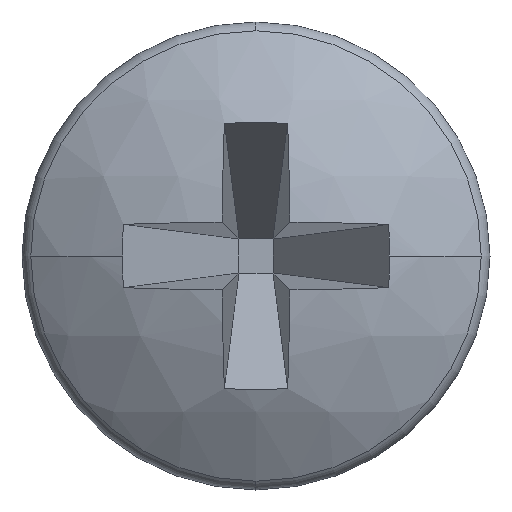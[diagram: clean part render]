
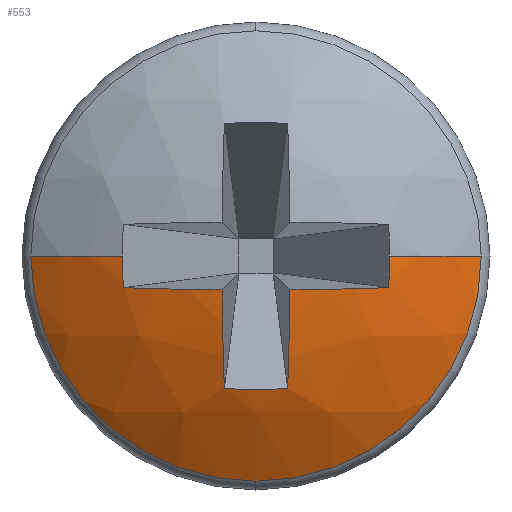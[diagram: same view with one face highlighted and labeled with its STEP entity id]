
A CAD part, left-side view. The second image highlights one B-rep face of the part: STEP entity #553.
In plain terms, the highlighted spherical face has radius 4.552 mm.
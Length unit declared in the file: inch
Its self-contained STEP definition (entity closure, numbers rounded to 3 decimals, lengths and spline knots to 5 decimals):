
#7 = VERTEX_POINT ( 'NONE', #239 ) ;
#11 = DIRECTION ( 'NONE',  ( -1., 0., 0. ) ) ;
#13 = CIRCLE ( 'NONE', #504, 0.17005 ) ;
#18 = EDGE_CURVE ( 'NONE', #559, #115, #13, .T. ) ;
#29 = DIRECTION ( 'NONE',  ( 0.779, 0.626, 0. ) ) ;
#39 = CIRCLE ( 'NONE', #70, 0.10538 ) ;
#46 = CIRCLE ( 'NONE', #338, 0.17005 ) ;
#49 = CIRCLE ( 'NONE', #523, 0.17919 ) ;
#59 = DIRECTION ( 'NONE',  ( 1., 0., 0. ) ) ;
#65 = EDGE_CURVE ( 'NONE', #318, #115, #49, .T. ) ;
#70 = AXIS2_PLACEMENT_3D ( 'NONE', #117, #11, #542 ) ;
#71 = VERTEX_POINT ( 'NONE', #197 ) ;
#83 = CIRCLE ( 'NONE', #442, 0.10538 ) ;
#84 = CARTESIAN_POINT ( 'NONE',  ( 0.01174, -0.06206, -0.01481 ) ) ;
#89 = CARTESIAN_POINT ( 'NONE',  ( 0.14378, 0.04407, 0. ) ) ;
#95 = DIRECTION ( 'NONE',  ( -0.101, 0., 0.995 ) ) ;
#97 = DIRECTION ( 'NONE',  ( 0.995, 0., 0.101 ) ) ;
#106 = EDGE_CURVE ( 'NONE', #372, #258, #317, .T. ) ;
#108 = CARTESIAN_POINT ( 'NONE',  ( 0.1792, 0., 0. ) ) ;
#115 = VERTEX_POINT ( 'NONE', #84 ) ;
#117 = CARTESIAN_POINT ( 'NONE',  ( 0.03426, 0., 0. ) ) ;
#124 = FACE_OUTER_BOUND ( 'NONE', #364, .T. ) ;
#126 = DIRECTION ( 'NONE',  ( -0.779, 0.626, 0. ) ) ;
#133 = CARTESIAN_POINT ( 'NONE',  ( 0.17898, -0.00213, 0. ) ) ;
#142 = ORIENTED_EDGE ( 'NONE', *, *, #617, .F. ) ;
#146 = DIRECTION ( 'NONE',  ( -0.101, 0.995, 0. ) ) ;
#164 = CARTESIAN_POINT ( 'NONE',  ( 0.1792, 0., 0. ) ) ;
#180 = CARTESIAN_POINT ( 'NONE',  ( 0.01174, 0.06206, -0.01481 ) ) ;
#197 = CARTESIAN_POINT ( 'NONE',  ( 0.03426, 0., -0.10538 ) ) ;
#205 = AXIS2_PLACEMENT_3D ( 'NONE', #314, #95, #97 ) ;
#208 = ORIENTED_EDGE ( 'NONE', *, *, #647, .T. ) ;
#216 = DIRECTION ( 'NONE',  ( 0., 0., -1. ) ) ;
#221 = AXIS2_PLACEMENT_3D ( 'NONE', #665, #146, #620 ) ;
#232 = DIRECTION ( 'NONE',  ( 0.626, 0.779, 0. ) ) ;
#234 = VERTEX_POINT ( 'NONE', #415 ) ;
#239 = CARTESIAN_POINT ( 'NONE',  ( 0.01124, 0.06247, 0. ) ) ;
#253 = CARTESIAN_POINT ( 'NONE',  ( 0.14378, 0., 0.04407 ) ) ;
#258 = VERTEX_POINT ( 'NONE', #589 ) ;
#262 = EDGE_CURVE ( 'NONE', #475, #7, #549, .T. ) ;
#265 = VERTEX_POINT ( 'NONE', #491 ) ;
#266 = CIRCLE ( 'NONE', #401, 0.1792 ) ;
#267 = DIRECTION ( 'NONE',  ( 0., 0., 1. ) ) ;
#279 = AXIS2_PLACEMENT_3D ( 'NONE', #108, #267, #59 ) ;
#286 = ORIENTED_EDGE ( 'NONE', *, *, #18, .T. ) ;
#291 = DIRECTION ( 'NONE',  ( 0., 0., -1. ) ) ;
#297 = DIRECTION ( 'NONE',  ( 0.626, -0.779, 0. ) ) ;
#304 = CIRCLE ( 'NONE', #346, 0.17919 ) ;
#313 = AXIS2_PLACEMENT_3D ( 'NONE', #551, #291, #656 ) ;
#314 = CARTESIAN_POINT ( 'NONE',  ( 0.17898, 0., 0.00213 ) ) ;
#317 = CIRCLE ( 'NONE', #205, 0.17919 ) ;
#318 = VERTEX_POINT ( 'NONE', #640 ) ;
#327 = ORIENTED_EDGE ( 'NONE', *, *, #341, .T. ) ;
#337 = CARTESIAN_POINT ( 'NONE',  ( 0.03426, 0., 0. ) ) ;
#338 = AXIS2_PLACEMENT_3D ( 'NONE', #253, #565, #468 ) ;
#339 = CARTESIAN_POINT ( 'NONE',  ( 0.01174, -0.01481, -0.06206 ) ) ;
#341 = EDGE_CURVE ( 'NONE', #234, #559, #266, .T. ) ;
#346 = AXIS2_PLACEMENT_3D ( 'NONE', #133, #508, #604 ) ;
#350 = EDGE_CURVE ( 'NONE', #475, #71, #83, .T. ) ;
#364 = EDGE_LOOP ( 'NONE', ( #575, #465, #327, #286, #400, #142, #208, #654, #514, #385, #662 ) ) ;
#372 = VERTEX_POINT ( 'NONE', #180 ) ;
#384 = DIRECTION ( 'NONE',  ( -1., 0., 0. ) ) ;
#385 = ORIENTED_EDGE ( 'NONE', *, *, #493, .T. ) ;
#395 = CARTESIAN_POINT ( 'NONE',  ( 0.03426, 0.10538, 0. ) ) ;
#400 = ORIENTED_EDGE ( 'NONE', *, *, #65, .F. ) ;
#401 = AXIS2_PLACEMENT_3D ( 'NONE', #164, #216, #434 ) ;
#415 = CARTESIAN_POINT ( 'NONE',  ( 0.03426, -0.10538, 0. ) ) ;
#418 = SPHERICAL_SURFACE ( 'NONE', #313, 0.1792 ) ;
#434 = DIRECTION ( 'NONE',  ( 0., 1., 0. ) ) ;
#435 = EDGE_CURVE ( 'NONE', #71, #234, #39, .T. ) ;
#442 = AXIS2_PLACEMENT_3D ( 'NONE', #337, #384, #546 ) ;
#462 = CARTESIAN_POINT ( 'NONE',  ( 0.17898, 0., 0.00213 ) ) ;
#465 = ORIENTED_EDGE ( 'NONE', *, *, #435, .T. ) ;
#468 = DIRECTION ( 'NONE',  ( -0.779, 0., -0.626 ) ) ;
#475 = VERTEX_POINT ( 'NONE', #395 ) ;
#478 = AXIS2_PLACEMENT_3D ( 'NONE', #554, #232, #126 ) ;
#491 = CARTESIAN_POINT ( 'NONE',  ( 0.01174, 0.01481, -0.06206 ) ) ;
#493 = EDGE_CURVE ( 'NONE', #372, #7, #664, .T. ) ;
#504 = AXIS2_PLACEMENT_3D ( 'NONE', #89, #297, #29 ) ;
#508 = DIRECTION ( 'NONE',  ( -0.101, -0.995, 0. ) ) ;
#514 = ORIENTED_EDGE ( 'NONE', *, *, #106, .F. ) ;
#515 = DIRECTION ( 'NONE',  ( 0.995, 0., 0.101 ) ) ;
#523 = AXIS2_PLACEMENT_3D ( 'NONE', #462, #668, #515 ) ;
#532 = EDGE_CURVE ( 'NONE', #258, #265, #304, .T. ) ;
#536 = VERTEX_POINT ( 'NONE', #339 ) ;
#542 = DIRECTION ( 'NONE',  ( 0., 0., 1. ) ) ;
#543 = CIRCLE ( 'NONE', #221, 0.17919 ) ;
#546 = DIRECTION ( 'NONE',  ( 0., 0., 1. ) ) ;
#549 = CIRCLE ( 'NONE', #279, 0.1792 ) ;
#551 = CARTESIAN_POINT ( 'NONE',  ( 0.1792, 0., 0. ) ) ;
#553 = ADVANCED_FACE ( 'NONE', ( #124 ), #418, .T. ) ;
#554 = CARTESIAN_POINT ( 'NONE',  ( 0.14378, -0.04407, 0. ) ) ;
#559 = VERTEX_POINT ( 'NONE', #608 ) ;
#565 = DIRECTION ( 'NONE',  ( 0.626, 0., -0.779 ) ) ;
#575 = ORIENTED_EDGE ( 'NONE', *, *, #350, .T. ) ;
#589 = CARTESIAN_POINT ( 'NONE',  ( 0.00141, 0.01586, -0.01586 ) ) ;
#604 = DIRECTION ( 'NONE',  ( 0.995, -0.101, 0. ) ) ;
#608 = CARTESIAN_POINT ( 'NONE',  ( 0.01124, -0.06247, 0. ) ) ;
#617 = EDGE_CURVE ( 'NONE', #536, #318, #543, .T. ) ;
#620 = DIRECTION ( 'NONE',  ( -0.995, -0.101, 0. ) ) ;
#640 = CARTESIAN_POINT ( 'NONE',  ( 0.00141, -0.01586, -0.01586 ) ) ;
#647 = EDGE_CURVE ( 'NONE', #536, #265, #46, .T. ) ;
#654 = ORIENTED_EDGE ( 'NONE', *, *, #532, .F. ) ;
#656 = DIRECTION ( 'NONE',  ( 0., 1., 0. ) ) ;
#662 = ORIENTED_EDGE ( 'NONE', *, *, #262, .F. ) ;
#664 = CIRCLE ( 'NONE', #478, 0.17005 ) ;
#665 = CARTESIAN_POINT ( 'NONE',  ( 0.17898, 0.00213, 0. ) ) ;
#668 = DIRECTION ( 'NONE',  ( -0.101, 0., 0.995 ) ) ;
